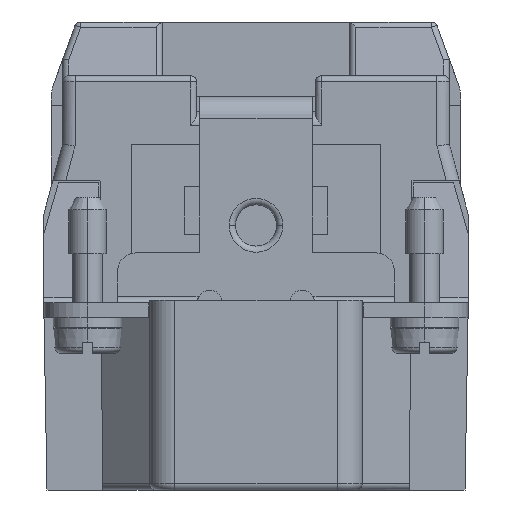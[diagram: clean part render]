
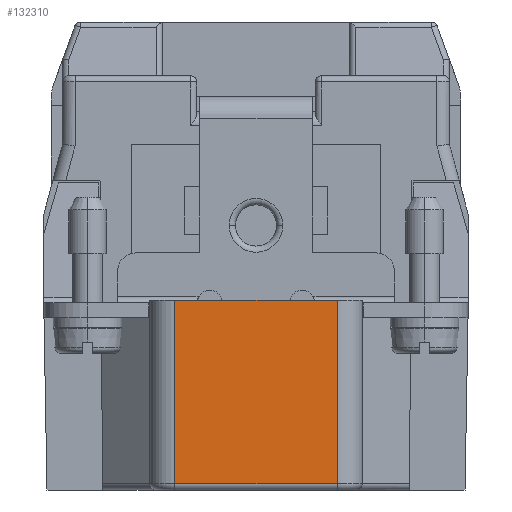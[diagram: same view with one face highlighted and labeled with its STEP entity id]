
A CAD part, left-side view. The second image highlights one B-rep face of the part: STEP entity #132310.
In plain terms, the highlighted planar face has unit normal (-1, 0, 0).
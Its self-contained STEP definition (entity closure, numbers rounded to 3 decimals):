
#111740=CARTESIAN_POINT('',(55.882,43.886,34.2));
#111750=VERTEX_POINT('',#111740);
#111780=CARTESIAN_POINT('',(55.882,56.886,34.2));
#111790=DIRECTION('',(0.,-1.,0.));
#111800=VECTOR('',#111790,1.);
#111810=LINE('',#111780,#111800);
#111820=CARTESIAN_POINT('',(55.882,56.886,34.2));
#111830=VERTEX_POINT('',#111820);
#111840=EDGE_CURVE('',#111830,#111750,#111810,.T.);
#113720=CARTESIAN_POINT('',(55.882,56.886,19.));
#113730=DIRECTION('',(0.,0.,1.));
#113740=VECTOR('',#113730,1.);
#113750=LINE('',#113720,#113740);
#113760=CARTESIAN_POINT('',(55.882,56.886,19.5));
#113770=VERTEX_POINT('',#113760);
#113780=EDGE_CURVE('',#113770,#111830,#113750,.T.);
#127310=CARTESIAN_POINT('',(55.882,43.886,19.));
#127320=DIRECTION('',(0.,0.,-1.));
#127330=VECTOR('',#127320,1.);
#127340=LINE('',#127310,#127330);
#127350=CARTESIAN_POINT('',(55.882,43.886,19.5));
#127360=VERTEX_POINT('',#127350);
#127370=EDGE_CURVE('',#111750,#127360,#127340,.T.);
#132150=CARTESIAN_POINT('',(55.882,33.386,19.));
#132160=DIRECTION('',(-1.,0.,0.));
#132170=DIRECTION('',(0.,1.,0.));
#132180=AXIS2_PLACEMENT_3D('',#132150,#132160,#132170);
#132190=PLANE('',#132180);
#132200=ORIENTED_EDGE('',*,*,#127370,.F.);
#132210=CARTESIAN_POINT('',(55.882,64.149,19.5));
#132220=DIRECTION('',(0.,-1.,0.));
#132230=VECTOR('',#132220,1.);
#132240=LINE('',#132210,#132230);
#132250=EDGE_CURVE('',#113770,#127360,#132240,.T.);
#132260=ORIENTED_EDGE('',*,*,#132250,.T.);
#132270=ORIENTED_EDGE('',*,*,#113780,.F.);
#132280=ORIENTED_EDGE('',*,*,#111840,.F.);
#132290=EDGE_LOOP('',(#132280,#132270,#132260,#132200));
#132300=FACE_OUTER_BOUND('',#132290,.T.);
#132310=ADVANCED_FACE('',(#132300),#132190,.T.);
